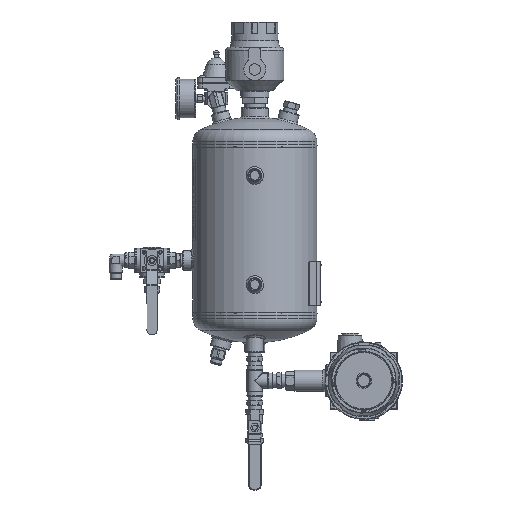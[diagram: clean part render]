
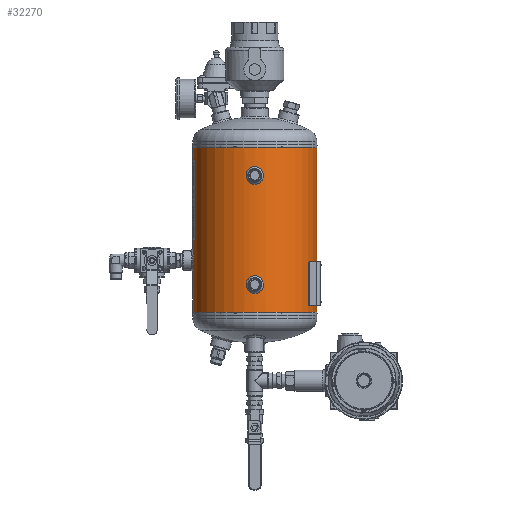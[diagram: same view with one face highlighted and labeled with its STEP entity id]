
A CAD part, front view. The second image highlights one B-rep face of the part: STEP entity #32270.
In plain terms, the highlighted cylindrical face has radius 100 mm (diameter 200 mm), a partial arc.
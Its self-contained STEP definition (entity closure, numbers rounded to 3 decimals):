
#2088=B_SPLINE_CURVE_WITH_KNOTS('',3,(#58708,#58709,#58710,#58711,#58712,
#58713,#58714,#58715,#58716,#58717,#58718,#58719,#58720,#58721,#58722,#58723,
#58724,#58725,#58726),.UNSPECIFIED.,.T.,.F.,(1,1,1,1,1,1,1,1,1,1,1,1,1,
1,1,1,1,1,1,1,1,1,1),(-0.012,-0.008,-0.004,
0.,0.004,0.008,0.012,0.016,
0.02,0.023,0.027,0.031,
0.035,0.039,0.043,0.047,
0.051,0.055,0.059,0.063,
0.066,0.07,0.074),.UNSPECIFIED.);
#2089=B_SPLINE_CURVE_WITH_KNOTS('',3,(#58728,#58729,#58730,#58731,#58732,
#58733,#58734,#58735,#58736,#58737,#58738,#58739,#58740,#58741,#58742,#58743,
#58744,#58745,#58746),.UNSPECIFIED.,.T.,.F.,(1,1,1,1,1,1,1,1,1,1,1,1,1,
1,1,1,1,1,1,1,1,1,1),(-0.012,-0.008,-0.004,
0.,0.004,0.008,0.012,
0.016,0.02,0.023,0.027,
0.031,0.035,0.039,0.043,
0.047,0.051,0.055,0.059,
0.063,0.066,0.07,0.074),
 .UNSPECIFIED.);
#2090=B_SPLINE_CURVE_WITH_KNOTS('',3,(#58748,#58749,#58750,#58751,#58752,
#58753,#58754,#58755,#58756,#58757,#58758,#58759,#58760,#58761,#58762,#58763,
#58764,#58765,#58766),.UNSPECIFIED.,.T.,.F.,(1,1,1,1,1,1,1,1,1,1,1,1,1,
1,1,1,1,1,1,1,1,1,1),(-0.018,-0.012,-0.006,
0.,0.006,0.012,0.018,0.023,
0.029,0.035,0.041,0.047,
0.053,0.059,0.065,0.07,
0.076,0.082,0.088,0.094,
0.1,0.106,0.112),.UNSPECIFIED.);
#3336=LINE('',#58768,#4950);
#3337=LINE('',#58773,#4951);
#4950=VECTOR('',#49133,1000.);
#4951=VECTOR('',#49136,1000.);
#6569=ORIENTED_EDGE('',*,*,#16031,.T.);
#6570=ORIENTED_EDGE('',*,*,#16032,.T.);
#6571=ORIENTED_EDGE('',*,*,#16033,.T.);
#6572=ORIENTED_EDGE('',*,*,#16034,.T.);
#6573=ORIENTED_EDGE('',*,*,#16035,.T.);
#6574=ORIENTED_EDGE('',*,*,#16036,.F.);
#6575=ORIENTED_EDGE('',*,*,#16037,.F.);
#16031=EDGE_CURVE('',#20762,#20762,#2088,.T.);
#16032=EDGE_CURVE('',#20763,#20763,#2089,.T.);
#16033=EDGE_CURVE('',#20764,#20764,#2090,.T.);
#16034=EDGE_CURVE('',#20765,#20766,#3336,.T.);
#16035=EDGE_CURVE('',#20766,#20767,#23876,.T.);
#16036=EDGE_CURVE('',#20768,#20767,#3337,.T.);
#16037=EDGE_CURVE('',#20765,#20768,#23877,.T.);
#20762=VERTEX_POINT('',#58727);
#20763=VERTEX_POINT('',#58747);
#20764=VERTEX_POINT('',#58767);
#20765=VERTEX_POINT('',#58769);
#20766=VERTEX_POINT('',#58770);
#20767=VERTEX_POINT('',#58772);
#20768=VERTEX_POINT('',#58774);
#23876=CIRCLE('',#45175,100.);
#23877=CIRCLE('',#45176,100.);
#25642=EDGE_LOOP('',(#6569));
#25643=EDGE_LOOP('',(#6570));
#25644=EDGE_LOOP('',(#6571));
#25645=EDGE_LOOP('',(#6572,#6573,#6574,#6575));
#28634=FACE_BOUND('',#25642,.T.);
#28635=FACE_BOUND('',#25643,.T.);
#28636=FACE_BOUND('',#25644,.T.);
#28637=FACE_BOUND('',#25645,.T.);
#31629=CYLINDRICAL_SURFACE('',#45174,100.);
#32270=ADVANCED_FACE('',(#28634,#28635,#28636,#28637),#31629,.T.);
#45174=AXIS2_PLACEMENT_3D('',#58707,#49131,#49132);
#45175=AXIS2_PLACEMENT_3D('',#58771,#49134,#49135);
#45176=AXIS2_PLACEMENT_3D('',#58775,#49137,#49138);
#49131=DIRECTION('',(0.,-1.,0.));
#49132=DIRECTION('',(0.,0.,-1.));
#49133=DIRECTION('',(0.,-1.,0.));
#49134=DIRECTION('',(0.,1.,0.));
#49135=DIRECTION('',(1.,0.,0.));
#49136=DIRECTION('',(0.,-1.,0.));
#49137=DIRECTION('',(0.,1.,0.));
#49138=DIRECTION('',(1.,0.,0.));
#58707=CARTESIAN_POINT('',(0.,265.,0.));
#58708=CARTESIAN_POINT('',(-9.473,48.444,-99.554));
#58709=CARTESIAN_POINT('',(-10.262,44.497,-99.471));
#58710=CARTESIAN_POINT('',(-9.477,40.569,-99.553));
#58711=CARTESIAN_POINT('',(-7.254,37.244,-99.75));
#58712=CARTESIAN_POINT('',(-3.93,35.023,-99.946));
#58713=CARTESIAN_POINT('',(-0.006,34.24,-100.027));
#58714=CARTESIAN_POINT('',(3.922,35.019,-99.946));
#58715=CARTESIAN_POINT('',(7.252,37.242,-99.75));
#58716=CARTESIAN_POINT('',(9.478,40.57,-99.553));
#58717=CARTESIAN_POINT('',(10.26,44.496,-99.472));
#58718=CARTESIAN_POINT('',(9.481,48.422,-99.553));
#58719=CARTESIAN_POINT('',(7.262,51.747,-99.749));
#58720=CARTESIAN_POINT('',(3.94,53.974,-99.945));
#58721=CARTESIAN_POINT('',(0.01,54.761,-100.027));
#58722=CARTESIAN_POINT('',(-3.923,53.981,-99.946));
#58723=CARTESIAN_POINT('',(-7.249,51.759,-99.75));
#58724=CARTESIAN_POINT('',(-9.473,48.444,-99.554));
#58725=CARTESIAN_POINT('',(-10.262,44.497,-99.471));
#58726=CARTESIAN_POINT('',(-9.477,40.569,-99.553));
#58727=CARTESIAN_POINT('',(-10.,44.5,-99.499));
#58728=CARTESIAN_POINT('',(3.944,229.973,-99.945));
#58729=CARTESIAN_POINT('',(-0.003,230.762,-100.027));
#58730=CARTESIAN_POINT('',(-3.931,229.977,-99.946));
#58731=CARTESIAN_POINT('',(-7.256,227.754,-99.75));
#58732=CARTESIAN_POINT('',(-9.477,224.43,-99.553));
#58733=CARTESIAN_POINT('',(-10.26,220.506,-99.472));
#58734=CARTESIAN_POINT('',(-9.481,216.578,-99.553));
#58735=CARTESIAN_POINT('',(-7.258,213.248,-99.75));
#58736=CARTESIAN_POINT('',(-3.93,211.022,-99.946));
#58737=CARTESIAN_POINT('',(-0.004,210.24,-100.027));
#58738=CARTESIAN_POINT('',(3.922,211.019,-99.946));
#58739=CARTESIAN_POINT('',(7.247,213.238,-99.75));
#58740=CARTESIAN_POINT('',(9.474,216.56,-99.554));
#58741=CARTESIAN_POINT('',(10.261,220.49,-99.471));
#58742=CARTESIAN_POINT('',(9.481,224.423,-99.553));
#58743=CARTESIAN_POINT('',(7.259,227.749,-99.749));
#58744=CARTESIAN_POINT('',(3.944,229.973,-99.945));
#58745=CARTESIAN_POINT('',(-0.003,230.762,-100.027));
#58746=CARTESIAN_POINT('',(-3.931,229.977,-99.946));
#58747=CARTESIAN_POINT('',(0.,230.5,-100.));
#58748=CARTESIAN_POINT('',(-98.994,187.429,14.208));
#58749=CARTESIAN_POINT('',(-98.806,181.503,15.395));
#58750=CARTESIAN_POINT('',(-98.993,175.608,14.214));
#58751=CARTESIAN_POINT('',(-99.436,170.625,10.88));
#58752=CARTESIAN_POINT('',(-99.878,167.295,5.9));
#58753=CARTESIAN_POINT('',(-100.061,166.117,0.009));
#58754=CARTESIAN_POINT('',(-99.879,167.288,-5.887));
#58755=CARTESIAN_POINT('',(-99.437,170.623,-10.879));
#58756=CARTESIAN_POINT('',(-98.992,175.61,-14.215));
#58757=CARTESIAN_POINT('',(-98.807,181.503,-15.391));
#58758=CARTESIAN_POINT('',(-98.992,187.396,-14.219));
#58759=CARTESIAN_POINT('',(-99.435,192.379,-10.892));
#58760=CARTESIAN_POINT('',(-99.877,195.718,-5.914));
#58761=CARTESIAN_POINT('',(-100.061,196.901,-0.013));
#58762=CARTESIAN_POINT('',(-99.878,195.728,5.889));
#58763=CARTESIAN_POINT('',(-99.437,192.395,10.874));
#58764=CARTESIAN_POINT('',(-98.994,187.429,14.208));
#58765=CARTESIAN_POINT('',(-98.806,181.503,15.395));
#58766=CARTESIAN_POINT('',(-98.993,175.608,14.214));
#58767=CARTESIAN_POINT('',(-98.869,181.508,15.));
#58768=CARTESIAN_POINT('',(0.254,265.,100.));
#58769=CARTESIAN_POINT('',(0.254,265.,100.));
#58770=CARTESIAN_POINT('',(0.254,0.,100.));
#58771=CARTESIAN_POINT('',(0.,0.,0.));
#58772=CARTESIAN_POINT('',(-0.254,0.,100.));
#58773=CARTESIAN_POINT('',(-0.254,265.,100.));
#58774=CARTESIAN_POINT('',(-0.254,265.,100.));
#58775=CARTESIAN_POINT('',(0.,265.,0.));
